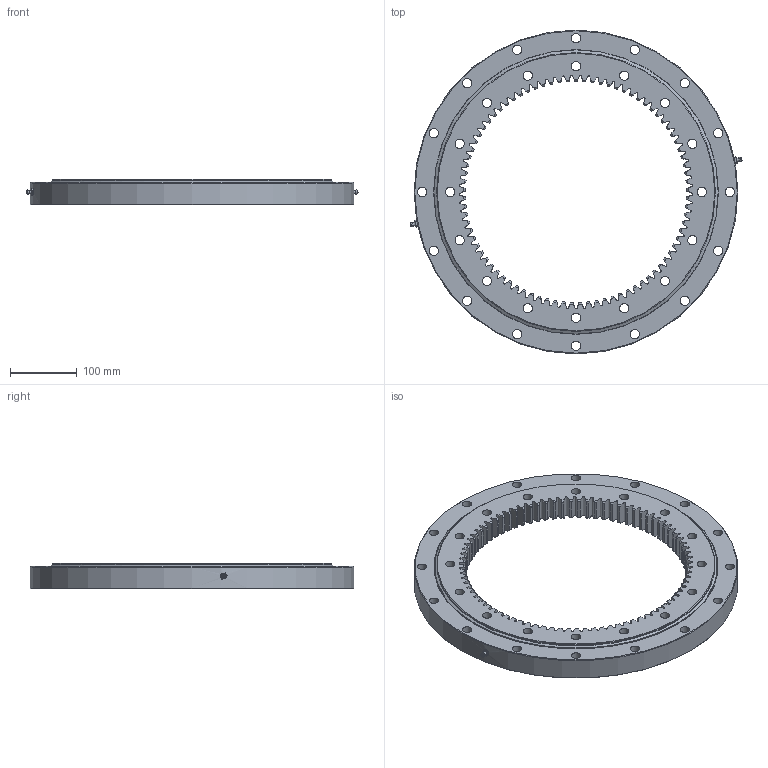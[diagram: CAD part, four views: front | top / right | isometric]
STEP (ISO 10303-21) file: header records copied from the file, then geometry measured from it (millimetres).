
FILE_DESCRIPTION (( 'STEP AP214' ), '1' );
FILE_NAME ('I.486.16.00.D.1.STEP', '2018-10-19T14:52:15', ( '' ), ( '' ), 'SwSTEP 2.0', 'SolidWorks 2016', '' );
FILE_SCHEMA (( 'AUTOMOTIVE_DESIGN' ));
Length unit declared in the file: millimetre
Products named in the file (7): I.486.16.00.D.1 - OR Seal; I.486.16.00.D.1; I.486.16.00.D.1 - IR Seal; I.486.16.00.D.1 - IR; Ball D16; Grease nipple M8x1mm; I.486.16.00.D.1 - OR
Assembly tree (66 placements, depth 2):
  I.486.16.00.D.1
    I.486.16.00.D.1 - IR
    I.486.16.00.D.1 - OR
    Ball D16  x60
    I.486.16.00.D.1 - IR Seal
    Grease nipple M8x1mm  x2
    I.486.16.00.D.1 - OR Seal
Bounding box: 498.43 x 486 x 39 mm (x, y, z)
Volume: 2930039.2 mm3; surface area: 568722.2 mm2
Topology: 66 solids, 66 shells, 539 faces, 1508 edges, 991 vertices
Faces by surface type: cone 212, cylinder 136, bspline 85, sphere 60, plane 34, torus 12
Full cylindrical faces by diameter (mm): 3 x4, 7 x2, 8 x2, 14 x32, 411.5 x2, 418.5 x3, 421.5 x3, 428.5 x2, 486 x1
Entity records: 36034 total; most frequent: CARTESIAN_POINT 24693, ORIENTED_EDGE 2376, DIRECTION 1998, EDGE_CURVE 1188, AXIS2_PLACEMENT_3D 911, VERTEX_POINT 830, EDGE_LOOP 614, B_SPLINE_CURVE_WITH_KNOTS 538
